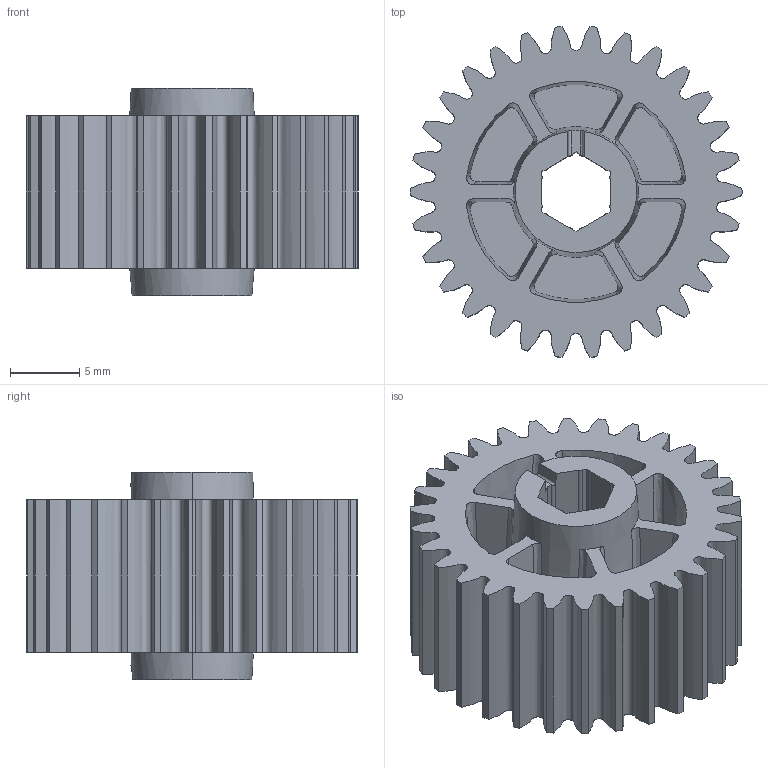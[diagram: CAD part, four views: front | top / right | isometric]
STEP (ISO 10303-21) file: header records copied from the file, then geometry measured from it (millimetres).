
FILE_DESCRIPTION (( 'STEP AP203' ), '1' );
FILE_NAME ('REV-41-1332_Default.step', '2016-09-04T21:39:24', ( '' ), ( '' ), 'SwSTEP 2.0', 'SolidWorks 2015', '' );
FILE_SCHEMA (( 'CONFIG_CONTROL_DESIGN' ));
Length unit declared in the file: inch
Products named in the file (1): REV-41-1332_Default
Bounding box: 24 x 23.92 x 15 mm (x, y, z)
Volume: 3348.8 mm3; surface area: 3419.2 mm2
Topology: 1 solids, 1 shells, 207 faces, 615 edges, 410 vertices
Faces by surface type: bspline 78, plane 64, cylinder 49, cone 16
Entity records: 14142 total; most frequent: CARTESIAN_POINT 9105, ORIENTED_EDGE 1230, DIRECTION 769, EDGE_CURVE 615, VERTEX_POINT 410, AXIS2_PLACEMENT_3D 280, B_SPLINE_CURVE_WITH_KNOTS 250, LINE 209
